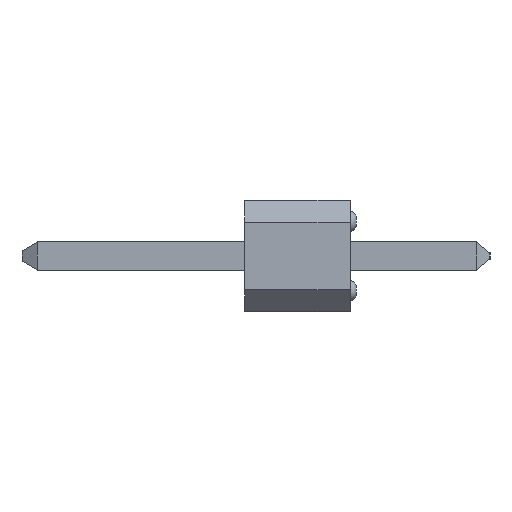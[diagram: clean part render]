
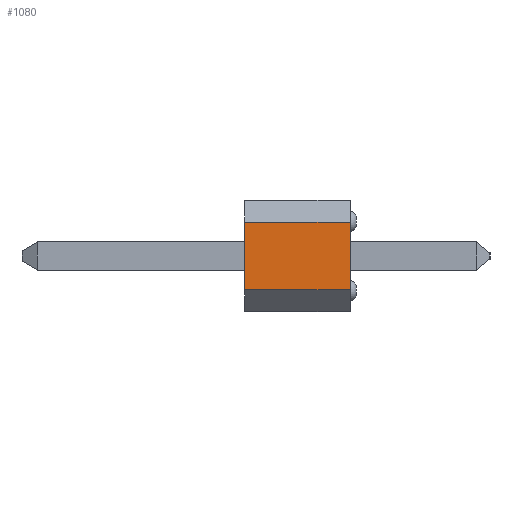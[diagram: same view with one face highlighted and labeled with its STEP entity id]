
A CAD part, left-side view. The second image highlights one B-rep face of the part: STEP entity #1080.
In plain terms, the highlighted planar face has unit normal (-1, 0, 0).
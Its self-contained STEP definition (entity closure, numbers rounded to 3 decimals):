
#124 = LINE ( 'NONE', #552, #616 ) ;
#164 = VERTEX_POINT ( 'NONE', #679 ) ;
#243 = DIRECTION ( 'NONE',  ( 0., 0., 1. ) ) ;
#250 = EDGE_CURVE ( 'NONE', #706, #1173, #124, .T. ) ;
#340 = LINE ( 'NONE', #382, #838 ) ;
#346 = AXIS2_PLACEMENT_3D ( 'NONE', #554, #562, #390 ) ;
#382 = CARTESIAN_POINT ( 'NONE',  ( -1.27, 0., -1.27 ) ) ;
#390 = DIRECTION ( 'NONE',  ( 0., 0., -1. ) ) ;
#408 = VERTEX_POINT ( 'NONE', #1152 ) ;
#445 = DIRECTION ( 'NONE',  ( 0., 1., 0. ) ) ;
#461 = CARTESIAN_POINT ( 'NONE',  ( -1.27, 2.4, 0.77 ) ) ;
#527 = CARTESIAN_POINT ( 'NONE',  ( -1.27, 2.4, -0.77 ) ) ;
#547 = PLANE ( 'NONE',  #346 ) ;
#550 = ORIENTED_EDGE ( 'NONE', *, *, #731, .F. ) ;
#552 = CARTESIAN_POINT ( 'NONE',  ( -1.27, 2.4, 0.77 ) ) ;
#554 = CARTESIAN_POINT ( 'NONE',  ( -1.27, 2.4, -1.27 ) ) ;
#555 = DIRECTION ( 'NONE',  ( 0., -1., 0. ) ) ;
#557 = FACE_OUTER_BOUND ( 'NONE', #593, .T. ) ;
#562 = DIRECTION ( 'NONE',  ( 1., 0., 0. ) ) ;
#575 = ORIENTED_EDGE ( 'NONE', *, *, #250, .T. ) ;
#582 = ORIENTED_EDGE ( 'NONE', *, *, #936, .T. ) ;
#591 = LINE ( 'NONE', #527, #1109 ) ;
#593 = EDGE_LOOP ( 'NONE', ( #550, #885, #582, #575 ) ) ;
#612 = LINE ( 'NONE', #761, #1095 ) ;
#616 = VECTOR ( 'NONE', #445, 1000. ) ;
#679 = CARTESIAN_POINT ( 'NONE',  ( -1.27, 0., -0.77 ) ) ;
#706 = VERTEX_POINT ( 'NONE', #898 ) ;
#731 = EDGE_CURVE ( 'NONE', #408, #1173, #612, .T. ) ;
#761 = CARTESIAN_POINT ( 'NONE',  ( -1.27, 2.4, -1.27 ) ) ;
#768 = DIRECTION ( 'NONE',  ( 0., 0., 1. ) ) ;
#838 = VECTOR ( 'NONE', #243, 1000. ) ;
#885 = ORIENTED_EDGE ( 'NONE', *, *, #1057, .T. ) ;
#898 = CARTESIAN_POINT ( 'NONE',  ( -1.27, 0., 0.77 ) ) ;
#936 = EDGE_CURVE ( 'NONE', #164, #706, #340, .T. ) ;
#1057 = EDGE_CURVE ( 'NONE', #408, #164, #591, .T. ) ;
#1080 = ADVANCED_FACE ( 'NONE', ( #557 ), #547, .F. ) ;
#1095 = VECTOR ( 'NONE', #768, 1000. ) ;
#1109 = VECTOR ( 'NONE', #555, 1000. ) ;
#1152 = CARTESIAN_POINT ( 'NONE',  ( -1.27, 2.4, -0.77 ) ) ;
#1173 = VERTEX_POINT ( 'NONE', #461 ) ;
